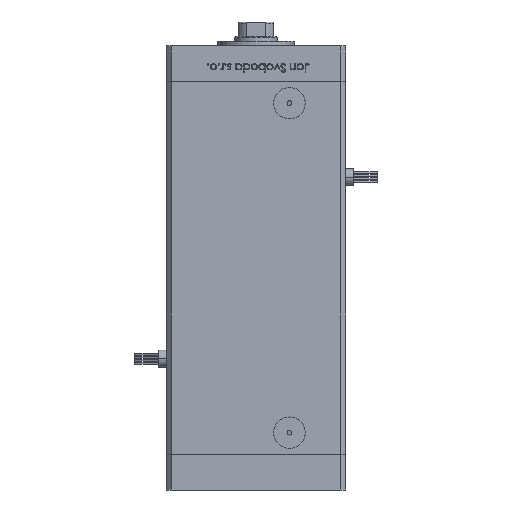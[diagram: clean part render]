
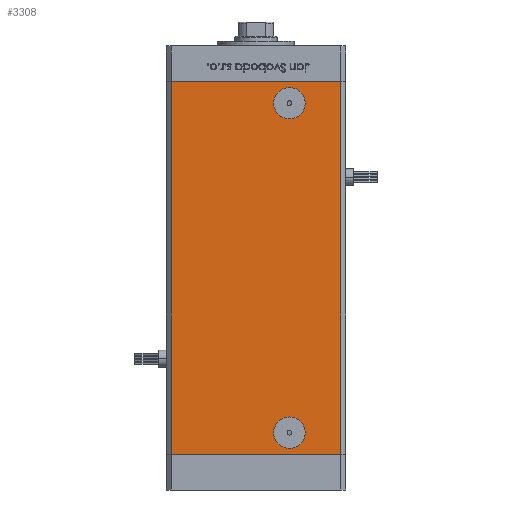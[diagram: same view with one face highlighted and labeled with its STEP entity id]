
A CAD part, front view. The second image highlights one B-rep face of the part: STEP entity #3308.
In plain terms, the highlighted planar face has unit normal (0, -1, 0).
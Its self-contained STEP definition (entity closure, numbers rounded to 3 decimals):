
#126 = ORIENTED_EDGE ( 'NONE', *, *, #51745, .T. ) ;
#175 = VERTEX_POINT ( 'NONE', #40860 ) ;
#282 = VERTEX_POINT ( 'NONE', #1414 ) ;
#1414 = CARTESIAN_POINT ( 'NONE',  ( 35.5, -32.5, 156. ) ) ;
#1713 = LINE ( 'NONE', #9827, #11558 ) ;
#2511 = EDGE_CURVE ( 'NONE', #21601, #175, #1713, .T. ) ;
#3074 = ORIENTED_EDGE ( 'NONE', *, *, #14829, .T. ) ;
#3308 = ADVANCED_FACE ( 'NONE', ( #28774, #46632, #8389 ), #25411, .F. ) ;
#3537 = EDGE_LOOP ( 'NONE', ( #126, #15484 ) ) ;
#5952 = EDGE_CURVE ( 'NONE', #24550, #46730, #20477, .T. ) ;
#6133 = ORIENTED_EDGE ( 'NONE', *, *, #2511, .T. ) ;
#6617 = DIRECTION ( 'NONE',  ( 0., -1., 0. ) ) ;
#8389 = FACE_BOUND ( 'NONE', #3537, .T. ) ;
#9226 = EDGE_CURVE ( 'NONE', #45048, #282, #25458, .T. ) ;
#9346 = CARTESIAN_POINT ( 'NONE',  ( 14., -32.5, 9. ) ) ;
#9827 = CARTESIAN_POINT ( 'NONE',  ( -35.5, -32.5, 0. ) ) ;
#10382 = VECTOR ( 'NONE', #42885, 1000. ) ;
#11558 = VECTOR ( 'NONE', #18469, 1000. ) ;
#12018 = CARTESIAN_POINT ( 'NONE',  ( 14., -32.5, 140.42 ) ) ;
#12337 = DIRECTION ( 'NONE',  ( 0., 0., -1. ) ) ;
#12553 = CARTESIAN_POINT ( 'NONE',  ( -35.5, -32.5, 0. ) ) ;
#13061 = CARTESIAN_POINT ( 'NONE',  ( 14., -32.5, 15.58 ) ) ;
#14829 = EDGE_CURVE ( 'NONE', #45048, #21601, #25300, .T. ) ;
#15048 = EDGE_LOOP ( 'NONE', ( #6133, #31635, #34791, #3074 ) ) ;
#15484 = ORIENTED_EDGE ( 'NONE', *, *, #18355, .T. ) ;
#15783 = DIRECTION ( 'NONE',  ( 0., 0., -1. ) ) ;
#18355 = EDGE_CURVE ( 'NONE', #22092, #45682, #36330, .T. ) ;
#18469 = DIRECTION ( 'NONE',  ( 1., 0., 0. ) ) ;
#19395 = ORIENTED_EDGE ( 'NONE', *, *, #5952, .F. ) ;
#20477 = CIRCLE ( 'NONE', #51708, 6.58 ) ;
#20989 = CARTESIAN_POINT ( 'NONE',  ( 14., -32.5, 147. ) ) ;
#21601 = VERTEX_POINT ( 'NONE', #12553 ) ;
#22050 = AXIS2_PLACEMENT_3D ( 'NONE', #20989, #25456, #12337 ) ;
#22092 = VERTEX_POINT ( 'NONE', #38622 ) ;
#22226 = DIRECTION ( 'NONE',  ( 0., 0., -1. ) ) ;
#22730 = EDGE_CURVE ( 'NONE', #46730, #24550, #44329, .T. ) ;
#23540 = ORIENTED_EDGE ( 'NONE', *, *, #22730, .F. ) ;
#24550 = VERTEX_POINT ( 'NONE', #13061 ) ;
#25300 = LINE ( 'NONE', #34793, #10382 ) ;
#25411 = PLANE ( 'NONE',  #26759 ) ;
#25456 = DIRECTION ( 'NONE',  ( 0., 1., 0. ) ) ;
#25458 = LINE ( 'NONE', #42772, #33342 ) ;
#25870 = CARTESIAN_POINT ( 'NONE',  ( 14., -32.5, 147. ) ) ;
#26370 = DIRECTION ( 'NONE',  ( 0., 0., -1. ) ) ;
#26759 = AXIS2_PLACEMENT_3D ( 'NONE', #42455, #36886, #32688 ) ;
#27970 = LINE ( 'NONE', #48640, #47490 ) ;
#28774 = FACE_BOUND ( 'NONE', #35912, .T. ) ;
#30623 = DIRECTION ( 'NONE',  ( 0., 1., 0. ) ) ;
#31635 = ORIENTED_EDGE ( 'NONE', *, *, #43156, .F. ) ;
#32146 = DIRECTION ( 'NONE',  ( 0., 0., -1. ) ) ;
#32688 = DIRECTION ( 'NONE',  ( 0., 0., 1. ) ) ;
#33342 = VECTOR ( 'NONE', #51694, 1000. ) ;
#34791 = ORIENTED_EDGE ( 'NONE', *, *, #9226, .F. ) ;
#34793 = CARTESIAN_POINT ( 'NONE',  ( -35.5, -32.5, 156. ) ) ;
#35912 = EDGE_LOOP ( 'NONE', ( #23540, #19395 ) ) ;
#36150 = CARTESIAN_POINT ( 'NONE',  ( 14., -32.5, 2.42 ) ) ;
#36325 = AXIS2_PLACEMENT_3D ( 'NONE', #49311, #6617, #15783 ) ;
#36330 = CIRCLE ( 'NONE', #22050, 6.58 ) ;
#36886 = DIRECTION ( 'NONE',  ( 0., 1., 0. ) ) ;
#38622 = CARTESIAN_POINT ( 'NONE',  ( 14., -32.5, 153.58 ) ) ;
#38742 = CIRCLE ( 'NONE', #47651, 6.58 ) ;
#40860 = CARTESIAN_POINT ( 'NONE',  ( 35.5, -32.5, 0. ) ) ;
#42455 = CARTESIAN_POINT ( 'NONE',  ( -35.5, -32.5, 156. ) ) ;
#42772 = CARTESIAN_POINT ( 'NONE',  ( -35.5, -32.5, 156. ) ) ;
#42885 = DIRECTION ( 'NONE',  ( 0., 0., -1. ) ) ;
#43156 = EDGE_CURVE ( 'NONE', #282, #175, #27970, .T. ) ;
#44329 = CIRCLE ( 'NONE', #36325, 6.58 ) ;
#45048 = VERTEX_POINT ( 'NONE', #49912 ) ;
#45682 = VERTEX_POINT ( 'NONE', #12018 ) ;
#46632 = FACE_OUTER_BOUND ( 'NONE', #15048, .T. ) ;
#46730 = VERTEX_POINT ( 'NONE', #36150 ) ;
#47490 = VECTOR ( 'NONE', #32146, 1000. ) ;
#47651 = AXIS2_PLACEMENT_3D ( 'NONE', #25870, #30623, #22226 ) ;
#48640 = CARTESIAN_POINT ( 'NONE',  ( 35.5, -32.5, 156. ) ) ;
#49311 = CARTESIAN_POINT ( 'NONE',  ( 14., -32.5, 9. ) ) ;
#49912 = CARTESIAN_POINT ( 'NONE',  ( -35.5, -32.5, 156. ) ) ;
#51694 = DIRECTION ( 'NONE',  ( 1., 0., 0. ) ) ;
#51708 = AXIS2_PLACEMENT_3D ( 'NONE', #9346, #52052, #26370 ) ;
#51745 = EDGE_CURVE ( 'NONE', #45682, #22092, #38742, .T. ) ;
#52052 = DIRECTION ( 'NONE',  ( 0., -1., 0. ) ) ;
